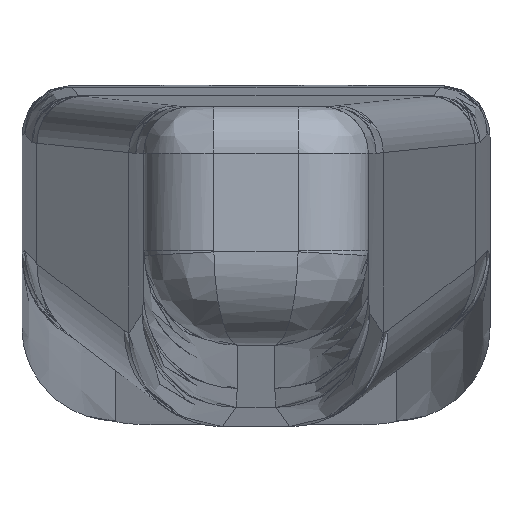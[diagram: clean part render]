
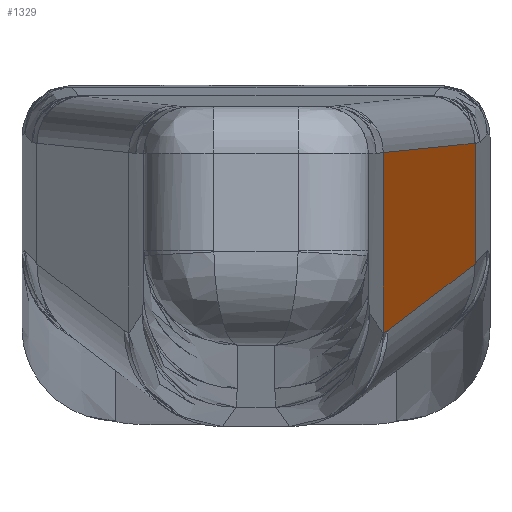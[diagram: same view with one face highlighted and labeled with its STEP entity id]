
A CAD part, front view. The second image highlights one B-rep face of the part: STEP entity #1329.
In plain terms, the highlighted free-form (B-spline) face has degree [1, 1] with [2, 2] control points.
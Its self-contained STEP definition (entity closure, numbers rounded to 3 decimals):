
#321 = VERTEX_POINT('',#322);
#322 = CARTESIAN_POINT('',(2.729,44.796,2.169)
  );
#368 = EDGE_CURVE('',#369,#321,#371,.T.);
#369 = VERTEX_POINT('',#370);
#370 = CARTESIAN_POINT('',(2.827,48.663,2.219)
  );
#371 = ( BOUNDED_CURVE() B_SPLINE_CURVE(2,(#372,#373,#374),
.UNSPECIFIED.,.F.,.F.) B_SPLINE_CURVE_WITH_KNOTS((3,3),(1.551,
1.564),.PIECEWISE_BEZIER_KNOTS.) CURVE() 
GEOMETRIC_REPRESENTATION_ITEM() RATIONAL_B_SPLINE_CURVE((1.,
1.,1.)) REPRESENTATION_ITEM('') );
#372 = CARTESIAN_POINT('',(2.827,48.663,2.219)
  );
#373 = CARTESIAN_POINT('',(2.778,46.73,2.181)
  );
#374 = CARTESIAN_POINT('',(2.729,44.796,2.169)
  );
#409 = VERTEX_POINT('',#410);
#410 = CARTESIAN_POINT('',(4.7,122.879,3.656
    ));
#416 = EDGE_CURVE('',#409,#369,#417,.T.);
#417 = B_SPLINE_CURVE_WITH_KNOTS('',1,(#418,#419),.UNSPECIFIED.,.F.,.F.,
  (2,2),(-31.784,42.171),.PIECEWISE_BEZIER_KNOTS.);
#418 = CARTESIAN_POINT('',(4.7,122.879,3.656
    ));
#419 = CARTESIAN_POINT('',(2.827,48.663,2.219)
  );
#1309 = VERTEX_POINT('',#1310);
#1310 = CARTESIAN_POINT('',(2.729,44.796,
    6.042));
#1316 = EDGE_CURVE('',#321,#1309,#1317,.T.);
#1317 = B_SPLINE_CURVE_WITH_KNOTS('',1,(#1318,#1319),.UNSPECIFIED.,.F.,
  .F.,(2,2),(2.16,6.018),.PIECEWISE_BEZIER_KNOTS.);
#1318 = CARTESIAN_POINT('',(2.729,44.796,
    2.169));
#1319 = CARTESIAN_POINT('',(2.729,44.796,
    6.042));
#1329 = ADVANCED_FACE('',(#1330),#1347,.T.);
#1330 = FACE_BOUND('',#1331,.T.);
#1331 = EDGE_LOOP('',(#1332,#1333,#1334,#1341,#1346));
#1332 = ORIENTED_EDGE('',*,*,#368,.F.);
#1333 = ORIENTED_EDGE('',*,*,#416,.F.);
#1334 = ORIENTED_EDGE('',*,*,#1335,.T.);
#1335 = EDGE_CURVE('',#409,#1336,#1338,.T.);
#1336 = VERTEX_POINT('',#1337);
#1337 = CARTESIAN_POINT('',(4.7,122.879,
    6.243));
#1338 = B_SPLINE_CURVE_WITH_KNOTS('',1,(#1339,#1340),.UNSPECIFIED.,.F.,
  .F.,(2,2),(3.641,6.218),.PIECEWISE_BEZIER_KNOTS.);
#1339 = CARTESIAN_POINT('',(4.7,122.879,
    3.656));
#1340 = CARTESIAN_POINT('',(4.7,122.879,
    6.243));
#1341 = ORIENTED_EDGE('',*,*,#1342,.F.);
#1342 = EDGE_CURVE('',#1309,#1336,#1343,.T.);
#1343 = B_SPLINE_CURVE_WITH_KNOTS('',1,(#1344,#1345),.UNSPECIFIED.,.F.,
  .F.,(2,2),(3.497,81.292),.PIECEWISE_BEZIER_KNOTS.);
#1344 = CARTESIAN_POINT('',(2.729,44.796,
    6.042));
#1345 = CARTESIAN_POINT('',(4.7,122.879,
    6.243));
#1346 = ORIENTED_EDGE('',*,*,#1316,.F.);
#1347 = B_SPLINE_SURFACE_WITH_KNOTS('',1,1,(
    (#1348,#1349)
    ,(#1350,#1351
    )),.UNSPECIFIED.,.F.,.F.,.F.,(2,2),(2,2),(0.,
    77.794),(2.16,6.218),
  .PIECEWISE_BEZIER_KNOTS.);
#1348 = CARTESIAN_POINT('',(2.729,44.796,
    2.169));
#1349 = CARTESIAN_POINT('',(2.729,44.796,
    6.243));
#1350 = CARTESIAN_POINT('',(4.7,122.879,
    2.169));
#1351 = CARTESIAN_POINT('',(4.7,122.879,
    6.243));
